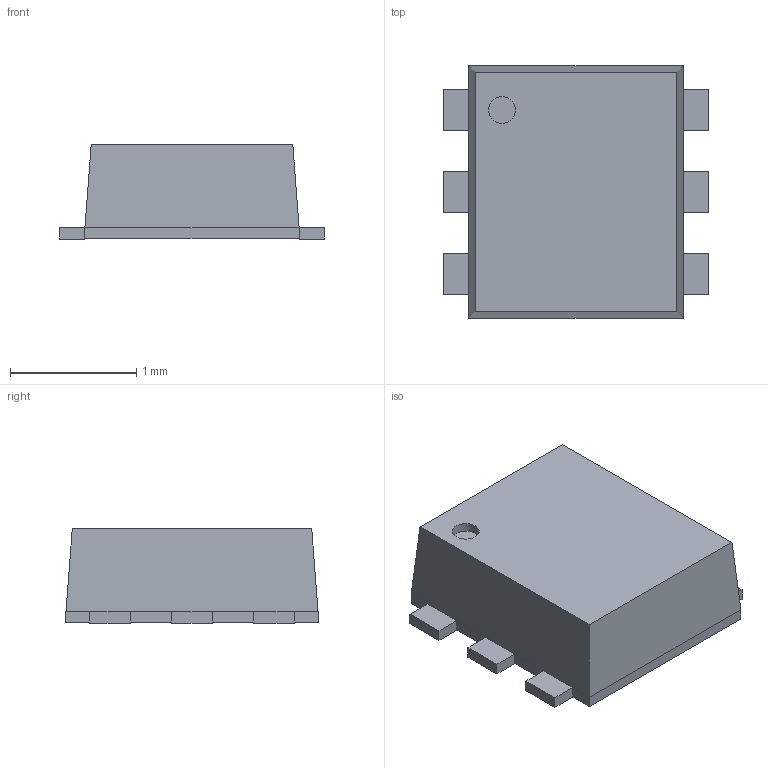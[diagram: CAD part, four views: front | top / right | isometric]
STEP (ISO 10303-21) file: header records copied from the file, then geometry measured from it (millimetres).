
FILE_DESCRIPTION(('FreeCAD Model'),'2;1');
FILE_NAME('13611531.2.1.stp','2021-02-11T10:17:21',( 'Author'),(''),'Open CASCADE STEP processor 6.9','FreeCAD','Unknown' );
FILE_SCHEMA(('AUTOMOTIVE_DESIGN { 1 0 10303 214 1 1 1 1 }'));
Length unit declared in the file: millimetre
Products named in the file (4): ASSEMBLY; Body; PinsArrayL; PinsArrayR
Assembly tree (3 placements, depth 2):
  ASSEMBLY
    Body
    PinsArrayL
    PinsArrayR
Bounding box: 2.1 x 2 x 0.75 mm (x, y, z)
Volume: 2.5 mm3; surface area: 13.3 mm2
Topology: 7 solids, 7 shells, 48 faces, 95 edges, 62 vertices
Faces by surface type: plane 47, cylinder 1
Full cylindrical faces by diameter (mm): 0.212 x1
Entity records: 2564 total; most frequent: CARTESIAN_POINT 399, DIRECTION 391, LINE 281, VECTOR 281, ORIENTED_EDGE 190, PCURVE 190, DEFINITIONAL_REPRESENTATION 190, EDGE_CURVE 95
